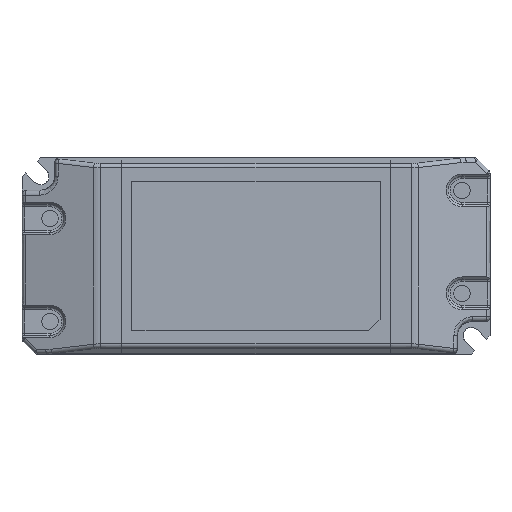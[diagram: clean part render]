
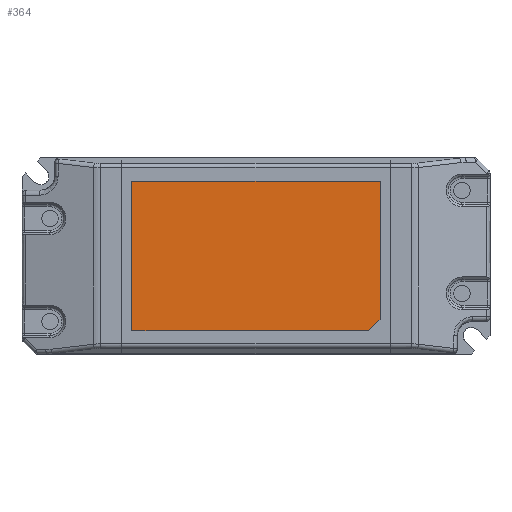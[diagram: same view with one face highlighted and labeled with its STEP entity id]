
A CAD part, top view. The second image highlights one B-rep face of the part: STEP entity #364.
In plain terms, the highlighted planar face has unit normal (0, 0, 1).
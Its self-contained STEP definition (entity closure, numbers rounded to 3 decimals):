
#364=ADVANCED_FACE('',(#737),#5890,.T.);
#737=FACE_OUTER_BOUND('',#1115,.T.);
#1115=EDGE_LOOP('',(#2839,#2840,#2841,#2842,#2843));
#2839=ORIENTED_EDGE('',*,*,#3949,.F.);
#2840=ORIENTED_EDGE('',*,*,#3952,.T.);
#2841=ORIENTED_EDGE('',*,*,#3953,.T.);
#2842=ORIENTED_EDGE('',*,*,#3954,.T.);
#2843=ORIENTED_EDGE('',*,*,#3946,.F.);
#3946=EDGE_CURVE('',#5519,#5520,#4906,.T.);
#3949=EDGE_CURVE('',#5521,#5519,#4909,.T.);
#3952=EDGE_CURVE('',#5521,#5522,#4912,.T.);
#3953=EDGE_CURVE('',#5522,#5523,#4913,.T.);
#3954=EDGE_CURVE('',#5523,#5520,#4914,.T.);
#4906=B_SPLINE_CURVE_WITH_KNOTS('',1,(#14278,#14279),.UNSPECIFIED.,.F.,
 .F.,(2,2),(0.,50.5),.UNSPECIFIED.);
#4909=B_SPLINE_CURVE_WITH_KNOTS('',1,(#14284,#14285),.UNSPECIFIED.,.F.,
 .F.,(2,2),(0.,3.536),.UNSPECIFIED.);
#4912=B_SPLINE_CURVE_WITH_KNOTS('',1,(#14290,#14291),.UNSPECIFIED.,.F.,
 .F.,(2,2),(0.,29.5),.UNSPECIFIED.);
#4913=B_SPLINE_CURVE_WITH_KNOTS('',1,(#14292,#14293),.UNSPECIFIED.,.F.,
 .F.,(2,2),(0.,53.),.UNSPECIFIED.);
#4914=B_SPLINE_CURVE_WITH_KNOTS('',1,(#14294,#14295),.UNSPECIFIED.,.F.,
 .F.,(2,2),(0.,32.),.UNSPECIFIED.);
#5519=VERTEX_POINT('',#12941);
#5520=VERTEX_POINT('',#12942);
#5521=VERTEX_POINT('',#12943);
#5522=VERTEX_POINT('',#12944);
#5523=VERTEX_POINT('',#12945);
#5890=PLANE('',#6064);
#6064=AXIS2_PLACEMENT_3D('',#12540,#6221,$);
#6221=DIRECTION('',(0.,0.,1.));
#12540=CARTESIAN_POINT('',(-26.5,-13.,2.35));
#12941=CARTESIAN_POINT('',(24.,-13.,2.35));
#12942=CARTESIAN_POINT('',(-26.5,-13.,2.35));
#12943=CARTESIAN_POINT('',(26.5,-10.5,2.35));
#12944=CARTESIAN_POINT('',(26.5,19.,2.35));
#12945=CARTESIAN_POINT('',(-26.5,19.,2.35));
#14278=CARTESIAN_POINT('',(24.,-13.,2.35));
#14279=CARTESIAN_POINT('',(-26.5,-13.,2.35));
#14284=CARTESIAN_POINT('',(26.5,-10.5,2.35));
#14285=CARTESIAN_POINT('',(24.,-13.,2.35));
#14290=CARTESIAN_POINT('',(26.5,-10.5,2.35));
#14291=CARTESIAN_POINT('',(26.5,19.,2.35));
#14292=CARTESIAN_POINT('',(26.5,19.,2.35));
#14293=CARTESIAN_POINT('',(-26.5,19.,2.35));
#14294=CARTESIAN_POINT('',(-26.5,19.,2.35));
#14295=CARTESIAN_POINT('',(-26.5,-13.,2.35));
